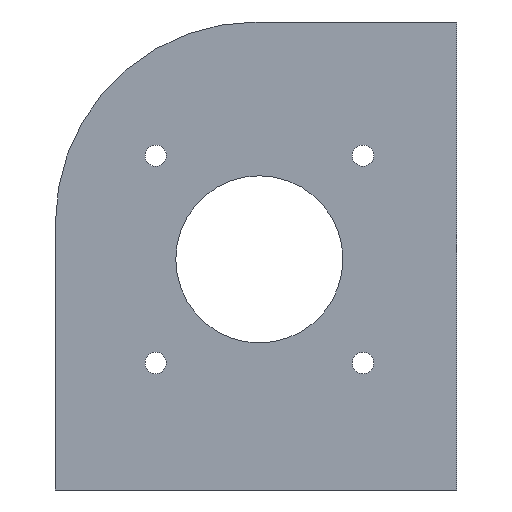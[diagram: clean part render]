
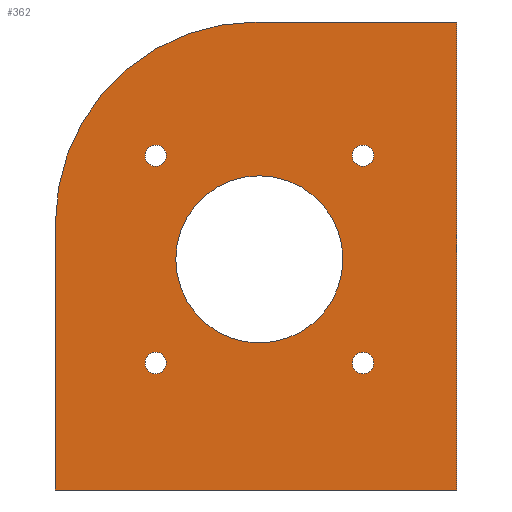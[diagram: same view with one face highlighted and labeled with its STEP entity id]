
A CAD part, front view. The second image highlights one B-rep face of the part: STEP entity #362.
In plain terms, the highlighted planar face has unit normal (0, -1, 0).
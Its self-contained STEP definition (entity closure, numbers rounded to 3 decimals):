
#15=FACE_BOUND('',#68,.T.);
#16=FACE_BOUND('',#69,.T.);
#17=FACE_BOUND('',#70,.T.);
#18=FACE_BOUND('',#71,.T.);
#19=FACE_BOUND('',#72,.T.);
#31=PLANE('',#412);
#49=FACE_OUTER_BOUND('',#67,.T.);
#67=EDGE_LOOP('',(#293,#294,#295,#296,#297));
#68=EDGE_LOOP('',(#298));
#69=EDGE_LOOP('',(#299));
#70=EDGE_LOOP('',(#300));
#71=EDGE_LOOP('',(#301));
#72=EDGE_LOOP('',(#302));
#98=LINE('',#579,#128);
#104=LINE('',#590,#134);
#106=LINE('',#599,#136);
#107=LINE('',#600,#137);
#128=VECTOR('',#481,10.);
#134=VECTOR('',#489,10.);
#136=VECTOR('',#499,10.);
#137=VECTOR('',#500,10.);
#152=CIRCLE('',#390,1.6);
#154=CIRCLE('',#393,12.5);
#156=CIRCLE('',#396,1.6);
#158=CIRCLE('',#399,1.6);
#160=CIRCLE('',#402,1.6);
#164=CIRCLE('',#410,30.);
#170=VERTEX_POINT('',#537);
#172=VERTEX_POINT('',#543);
#174=VERTEX_POINT('',#549);
#176=VERTEX_POINT('',#555);
#178=VERTEX_POINT('',#561);
#184=VERTEX_POINT('',#576);
#185=VERTEX_POINT('',#578);
#189=VERTEX_POINT('',#588);
#190=VERTEX_POINT('',#592);
#192=VERTEX_POINT('',#598);
#204=EDGE_CURVE('',#170,#170,#152,.T.);
#207=EDGE_CURVE('',#172,#172,#154,.T.);
#210=EDGE_CURVE('',#174,#174,#156,.T.);
#213=EDGE_CURVE('',#176,#176,#158,.T.);
#216=EDGE_CURVE('',#178,#178,#160,.T.);
#224=EDGE_CURVE('',#185,#184,#98,.T.);
#230=EDGE_CURVE('',#189,#184,#104,.T.);
#231=EDGE_CURVE('',#190,#189,#164,.T.);
#234=EDGE_CURVE('',#192,#190,#106,.T.);
#235=EDGE_CURVE('',#192,#185,#107,.T.);
#293=ORIENTED_EDGE('',*,*,#231,.F.);
#294=ORIENTED_EDGE('',*,*,#234,.F.);
#295=ORIENTED_EDGE('',*,*,#235,.T.);
#296=ORIENTED_EDGE('',*,*,#224,.T.);
#297=ORIENTED_EDGE('',*,*,#230,.F.);
#298=ORIENTED_EDGE('',*,*,#204,.T.);
#299=ORIENTED_EDGE('',*,*,#207,.T.);
#300=ORIENTED_EDGE('',*,*,#210,.T.);
#301=ORIENTED_EDGE('',*,*,#213,.T.);
#302=ORIENTED_EDGE('',*,*,#216,.T.);
#362=ADVANCED_FACE('',(#49,#15,#16,#17,#18,#19),#31,.T.);
#390=AXIS2_PLACEMENT_3D('',#538,#437,#438);
#393=AXIS2_PLACEMENT_3D('',#544,#444,#445);
#396=AXIS2_PLACEMENT_3D('',#550,#451,#452);
#399=AXIS2_PLACEMENT_3D('',#556,#458,#459);
#402=AXIS2_PLACEMENT_3D('',#562,#465,#466);
#410=AXIS2_PLACEMENT_3D('',#593,#492,#493);
#412=AXIS2_PLACEMENT_3D('',#597,#497,#498);
#437=DIRECTION('center_axis',(0.,1.,0.));
#438=DIRECTION('ref_axis',(1.,0.,0.));
#444=DIRECTION('center_axis',(0.,1.,0.));
#445=DIRECTION('ref_axis',(1.,0.,0.));
#451=DIRECTION('center_axis',(0.,1.,0.));
#452=DIRECTION('ref_axis',(1.,0.,0.));
#458=DIRECTION('center_axis',(0.,1.,0.));
#459=DIRECTION('ref_axis',(1.,0.,0.));
#465=DIRECTION('center_axis',(0.,1.,0.));
#466=DIRECTION('ref_axis',(1.,0.,0.));
#481=DIRECTION('',(0.,0.,1.));
#489=DIRECTION('',(1.,0.,0.));
#492=DIRECTION('center_axis',(0.,1.,0.));
#493=DIRECTION('ref_axis',(-0.707,0.,0.707));
#497=DIRECTION('center_axis',(0.,-1.,0.));
#498=DIRECTION('ref_axis',(1.,0.,0.));
#499=DIRECTION('',(0.,0.,1.));
#500=DIRECTION('',(1.,0.,0.));
#537=CARTESIAN_POINT('',(144.4,0.,50.));
#538=CARTESIAN_POINT('Origin',(146.,0.,50.));
#543=CARTESIAN_POINT('',(118.,0.,34.5));
#544=CARTESIAN_POINT('Origin',(130.5,0.,34.5));
#549=CARTESIAN_POINT('',(144.4,0.,19.));
#550=CARTESIAN_POINT('Origin',(146.,0.,19.));
#555=CARTESIAN_POINT('',(113.4,0.,50.));
#556=CARTESIAN_POINT('Origin',(115.,0.,50.));
#561=CARTESIAN_POINT('',(113.4,0.,19.));
#562=CARTESIAN_POINT('Origin',(115.,0.,19.));
#576=CARTESIAN_POINT('',(160.,0.,70.));
#578=CARTESIAN_POINT('',(160.,0.,0.));
#579=CARTESIAN_POINT('',(160.,0.,0.));
#588=CARTESIAN_POINT('',(130.,0.,70.));
#590=CARTESIAN_POINT('',(100.,0.,70.));
#592=CARTESIAN_POINT('',(100.,0.,40.));
#593=CARTESIAN_POINT('Origin',(130.,0.,40.));
#597=CARTESIAN_POINT('Origin',(100.,0.,0.));
#598=CARTESIAN_POINT('',(100.,0.,0.));
#599=CARTESIAN_POINT('',(100.,0.,0.));
#600=CARTESIAN_POINT('',(100.,0.,0.));
